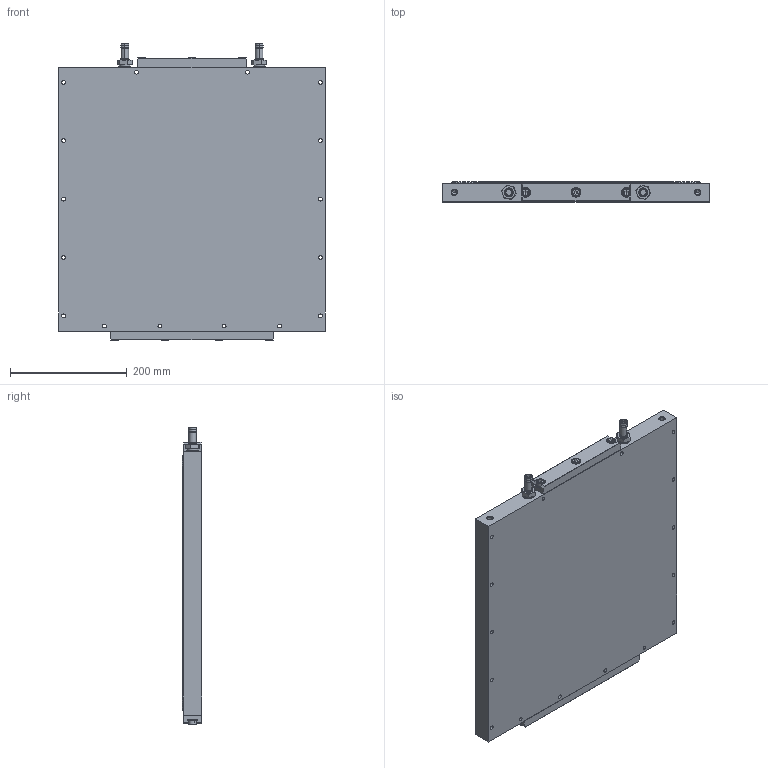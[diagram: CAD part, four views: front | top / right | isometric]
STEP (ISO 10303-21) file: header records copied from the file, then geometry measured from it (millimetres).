
FILE_DESCRIPTION (( 'STEP AP214' ), '1' );
FILE_NAME ('04H6TFW-0400.STEP', '2010-12-08T14:34:54', ( 'KEB' ), ( 'Karl E. Brinkmann GmbH' ), 'SwSTEP 2.0', 'SolidWorks 2007', '' );
FILE_SCHEMA (( 'AUTOMOTIVE_DESIGN' ));
Length unit declared in the file: millimetre
Products named in the file (8): Zyl. Schraube_M 8 x 25; Scheibe_M 8; K黨lk鰎per 400mm_Standard; Leiste_Standard; Leiste-kurz_Standard; 04H6TFW-0400; Verschraubung_Standard; Dichtung 400er_Einbaulage
Assembly tree (20 placements, depth 2):
  04H6TFW-0400
    Scheibe_M 8  x7
    Verschraubung_Standard  x2
    Leiste-kurz_Standard
    Zyl. Schraube_M 8 x 25  x7
    Leiste_Standard
    Dichtung 400er_Einbaulage
    K黨lk鰎per 400mm_Standard
Bounding box: 457 x 34 x 509.6 mm (x, y, z)
Volume: 6826879.2 mm3; surface area: 605977.5 mm2
Topology: 22 solids, 22 shells, 860 faces, 1872 edges, 1065 vertices
Faces by surface type: cylinder 272, plane 250, cone 214, torus 124
Entity records: 18668 total; most frequent: DIRECTION 3121, CARTESIAN_POINT 2734, ORIENTED_EDGE 2580, EDGE_CURVE 1290, AXIS2_PLACEMENT_3D 1243, VERTEX_POINT 752, EDGE_LOOP 670, CIRCLE 635
